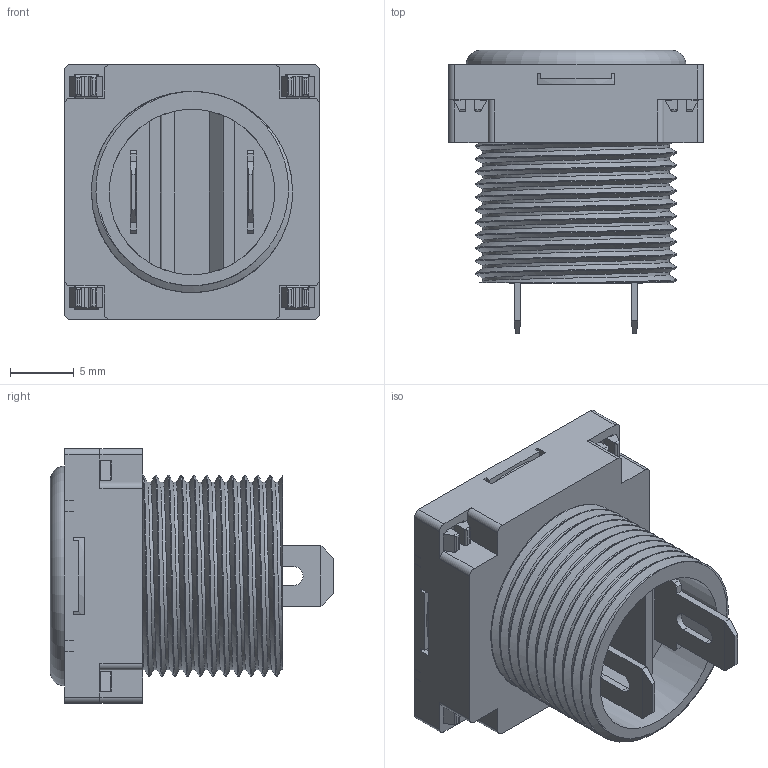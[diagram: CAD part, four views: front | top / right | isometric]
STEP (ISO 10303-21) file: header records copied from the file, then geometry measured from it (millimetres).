
FILE_DESCRIPTION((' '),'2;1');
FILE_NAME('RP8600B2M1CEBLKxxx.stp','2017-08-01T13:42:53',(' '),(' '),' ','ACIS',' ');
FILE_SCHEMA(('CONFIG_CONTROL_DESIGN'));
Length unit declared in the file: inch
Products named in the file (1): RP8600B2M1CEBLKxxx.stp
Bounding box: 20 x 22.24 x 20 mm (x, y, z)
Volume: 2372 mm3; surface area: 4457.4 mm2
Topology: 1 solids, 5 shells, 405 faces, 1167 edges, 771 vertices
Faces by surface type: plane 295, cylinder 96, torus 6, cone 5, bspline 3
Full cylindrical faces by diameter (mm): 12 x1, 12.75 x1, 13 x1, 13.75 x1, 16 x1, 16.25 x1, 17.1 x1, 17.25 x1, 17.5 x1, 18.5 x1, 19.5 x1
Entity records: 15865 total; most frequent: CARTESIAN_POINT 5224, ORIENTED_EDGE 2266, DIRECTION 2058, EDGE_CURVE 1133, VECTOR 866, LINE 866, VERTEX_POINT 759, AXIS2_PLACEMENT_3D 596
